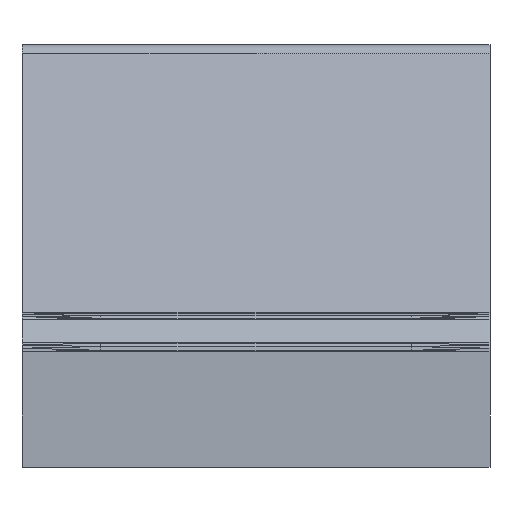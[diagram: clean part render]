
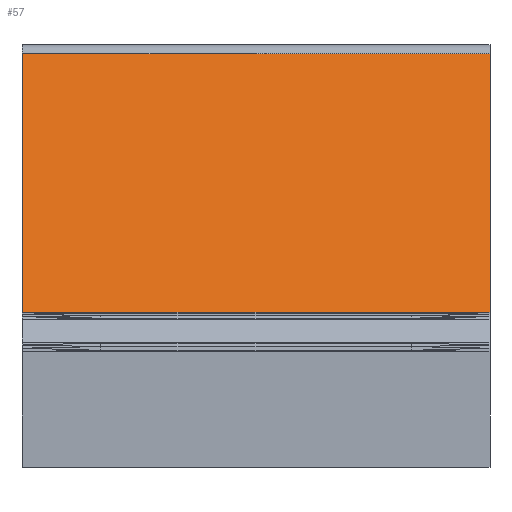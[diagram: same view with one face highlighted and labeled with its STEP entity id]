
A CAD part, front view. The second image highlights one B-rep face of the part: STEP entity #57.
In plain terms, the highlighted planar face has unit normal (0, -0.955, 0.295).
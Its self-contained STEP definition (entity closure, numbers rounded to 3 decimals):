
#57=ADVANCED_FACE('',(#215),#217,.T.);
#215=FACE_BOUND('',#216,.T.);
#216=EDGE_LOOP('',(#1235,#1236,#1237,#1238,#1239,#1240));
#217=PLANE('',#218);
#218=AXIS2_PLACEMENT_3D('',#219,#220,#221);
#219=CARTESIAN_POINT('',(-27.5,12.128,50.603));
#220=DIRECTION('',(0.,-0.955,0.296));
#221=DIRECTION('',(0.,-0.296,-0.955));
#1235=ORIENTED_EDGE('',*,*,#1936,.F.);
#1236=ORIENTED_EDGE('',*,*,#1934,.T.);
#1237=ORIENTED_EDGE('',*,*,#1937,.T.);
#1238=ORIENTED_EDGE('',*,*,#1938,.T.);
#1239=ORIENTED_EDGE('',*,*,#1939,.T.);
#1240=ORIENTED_EDGE('',*,*,#1848,.F.);
#1848=EDGE_CURVE('',#2204,#2207,#2208,.T.);
#1934=EDGE_CURVE('',#2292,#2375,#2377,.T.);
#1936=EDGE_CURVE('',#2292,#2204,#2379,.T.);
#1937=EDGE_CURVE('',#2375,#2380,#2381,.T.);
#1938=EDGE_CURVE('',#2380,#2382,#2383,.T.);
#1939=EDGE_CURVE('',#2382,#2207,#2384,.T.);
#2204=VERTEX_POINT('',#2808);
#2207=VERTEX_POINT('',#2814);
#2208=LINE('',#2815,#2816);
#2292=VERTEX_POINT('',#2986);
#2375=VERTEX_POINT('',#3155);
#2377=LINE('',#3159,#3160);
#2379=LINE('',#3165,#3166);
#2380=VERTEX_POINT('',#3168);
#2381=LINE('',#3169,#3170);
#2382=VERTEX_POINT('',#3172);
#2383=LINE('',#3173,#3174);
#2384=LINE('',#3176,#3177);
#2808=CARTESIAN_POINT('',(27.5,11.52,48.637));
#2814=CARTESIAN_POINT('',(27.5,0.682,13.603));
#2815=CARTESIAN_POINT('',(27.5,11.52,48.637));
#2816=VECTOR('',#2817,1.);
#2817=DIRECTION('',(0.,-0.296,-0.955));
#2986=CARTESIAN_POINT('',(-27.5,11.52,48.637));
#3155=CARTESIAN_POINT('',(-27.5,0.682,13.603));
#3159=CARTESIAN_POINT('',(-27.5,11.52,48.637));
#3160=VECTOR('',#3161,1.);
#3161=DIRECTION('',(0.,-0.296,-0.955));
#3165=CARTESIAN_POINT('',(-27.5,11.52,48.637));
#3166=VECTOR('',#3167,1.);
#3167=DIRECTION('',(1.,0.,0.));
#3168=CARTESIAN_POINT('',(-22.5,0.682,13.603));
#3169=CARTESIAN_POINT('',(-27.5,0.682,13.603));
#3170=VECTOR('',#3171,1.);
#3171=DIRECTION('',(1.,0.,0.));
#3172=CARTESIAN_POINT('',(22.5,0.682,13.603));
#3173=CARTESIAN_POINT('',(-22.5,0.682,13.603));
#3174=VECTOR('',#3175,1.);
#3175=DIRECTION('',(1.,0.,0.));
#3176=CARTESIAN_POINT('',(22.5,0.682,13.603));
#3177=VECTOR('',#3178,1.);
#3178=DIRECTION('',(1.,0.,0.));
